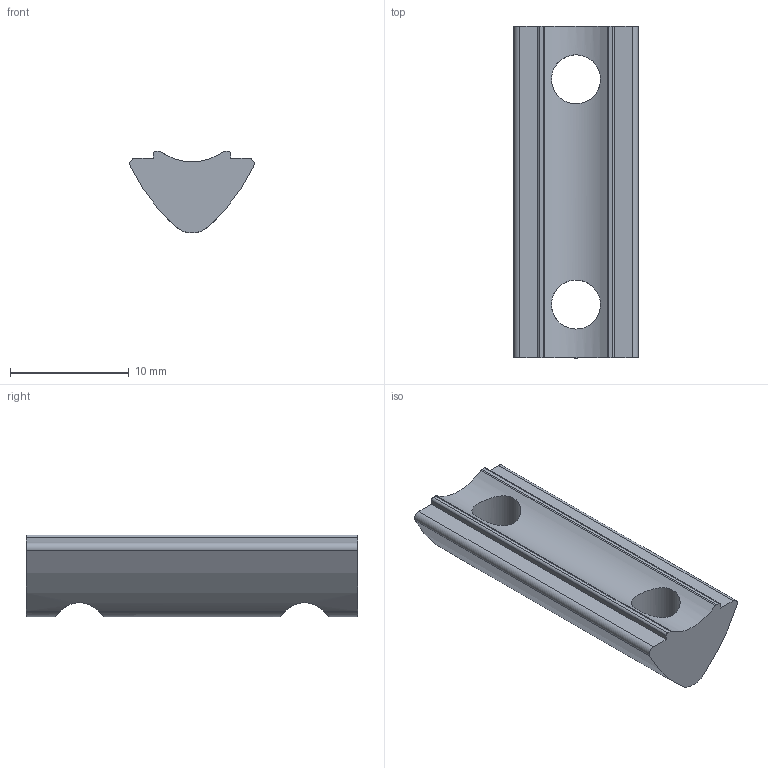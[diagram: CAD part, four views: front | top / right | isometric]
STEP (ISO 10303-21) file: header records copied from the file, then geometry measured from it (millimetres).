
FILE_DESCRIPTION(/* description */ ('Doppelnutenstein M5, einschwenkbar'),/* implementation_level */ '2;1');
FILE_NAME(/* name */ 'Syskomp 262200148 Doppelnutenstein 10,5 mm einschwenkbar.stp',/* time_stamp */ '2017-07-13T13:01:18+02:00',/* author */ ('wheldmann'),/* organization */ (''),/* preprocessor_version */ 'ST-DEVELOPER v16.1',/* originating_system */ 'Autodesk Inventor 2016',/* authorisation */ ' ');
FILE_SCHEMA (('AUTOMOTIVE_DESIGN { 1 0 10303 214 3 1 1 }'));
Length unit declared in the file: millimetre
Products named in the file (1): 262200148 Doppelnutenstein 10,5 mm einschwenkbar
Bounding box: 10.5 x 28 x 6.9 mm (x, y, z)
Volume: 1098.3 mm3; surface area: 981.1 mm2
Topology: 1 solids, 1 shells, 22 faces, 66 edges, 44 vertices
Faces by surface type: cylinder 14, plane 8
Full cylindrical faces by diameter (mm): 4.134 x2
Entity records: 910 total; most frequent: CARTESIAN_POINT 303, ORIENTED_EDGE 124, DIRECTION 118, EDGE_CURVE 62, AXIS2_PLACEMENT_3D 43, VERTEX_POINT 42, LINE 32, VECTOR 32
